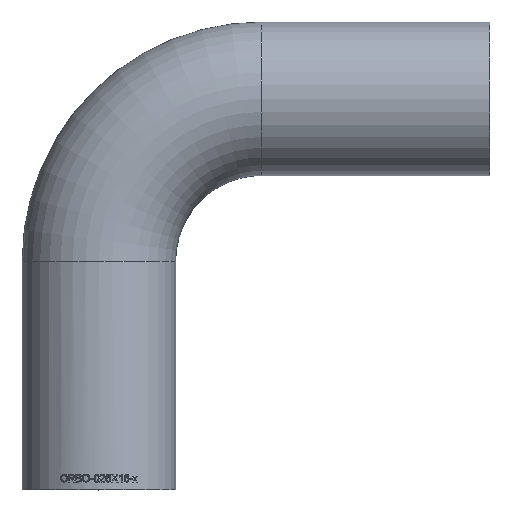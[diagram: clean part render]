
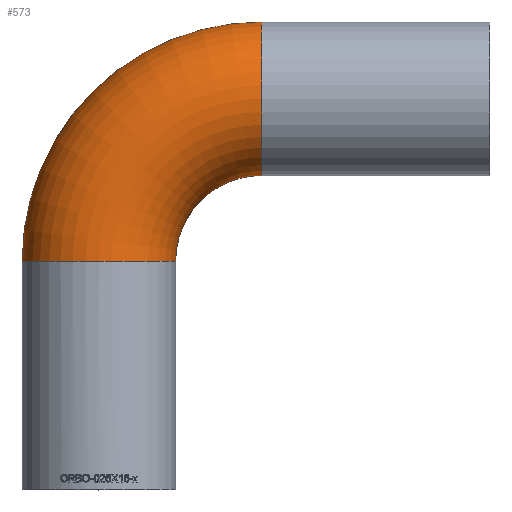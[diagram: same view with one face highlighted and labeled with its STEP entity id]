
A CAD part, top view. The second image highlights one B-rep face of the part: STEP entity #573.
In plain terms, the highlighted toroidal (fillet/blend) face has major radius 28.5 mm and minor radius 13.45 mm.
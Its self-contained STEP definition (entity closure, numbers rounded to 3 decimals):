
#573 = ADVANCED_FACE ( 'NONE', ( #5320, #8071 ), #15134, .T. ) ;
#888 = DIRECTION ( 'NONE',  ( 0., 0., 1. ) ) ;
#1302 = CARTESIAN_POINT ( 'NONE',  ( -28.5, 40., 13.45 ) ) ;
#2730 = DIRECTION ( 'NONE',  ( 0., 0., 1. ) ) ;
#2734 = CIRCLE ( 'NONE', #16830, 13.45 ) ;
#3002 = AXIS2_PLACEMENT_3D ( 'NONE', #8567, #6078, #888 ) ;
#3738 = ORIENTED_EDGE ( 'NONE', *, *, #5139, .F. ) ;
#4963 = EDGE_CURVE ( 'NONE', #5539, #5539, #2734, .T. ) ;
#5139 = EDGE_CURVE ( 'NONE', #17144, #17144, #10436, .T. ) ;
#5320 = FACE_OUTER_BOUND ( 'NONE', #9911, .T. ) ;
#5539 = VERTEX_POINT ( 'NONE', #1302 ) ;
#6078 = DIRECTION ( 'NONE',  ( 1., 0., 0. ) ) ;
#6710 = DIRECTION ( 'NONE',  ( -1., 0., 0. ) ) ;
#8071 = FACE_OUTER_BOUND ( 'NONE', #10676, .T. ) ;
#8567 = CARTESIAN_POINT ( 'NONE',  ( 0., 68.5, 0. ) ) ;
#9097 = CARTESIAN_POINT ( 'NONE',  ( -28.5, 40., 0. ) ) ;
#9911 = EDGE_LOOP ( 'NONE', ( #3738 ) ) ;
#10235 = DIRECTION ( 'NONE',  ( 0., 1., 0. ) ) ;
#10436 = CIRCLE ( 'NONE', #3002, 13.45 ) ;
#10437 = ORIENTED_EDGE ( 'NONE', *, *, #4963, .T. ) ;
#10676 = EDGE_LOOP ( 'NONE', ( #10437 ) ) ;
#10800 = CARTESIAN_POINT ( 'NONE',  ( 0., 68.5, 13.45 ) ) ;
#10852 = DIRECTION ( 'NONE',  ( 0., 0., -1. ) ) ;
#13187 = AXIS2_PLACEMENT_3D ( 'NONE', #13195, #10852, #6710 ) ;
#13195 = CARTESIAN_POINT ( 'NONE',  ( 0., 40., 0. ) ) ;
#15134 = TOROIDAL_SURFACE ( 'NONE', #13187, 28.5, 13.45 ) ;
#16830 = AXIS2_PLACEMENT_3D ( 'NONE', #9097, #10235, #2730 ) ;
#17144 = VERTEX_POINT ( 'NONE', #10800 ) ;
